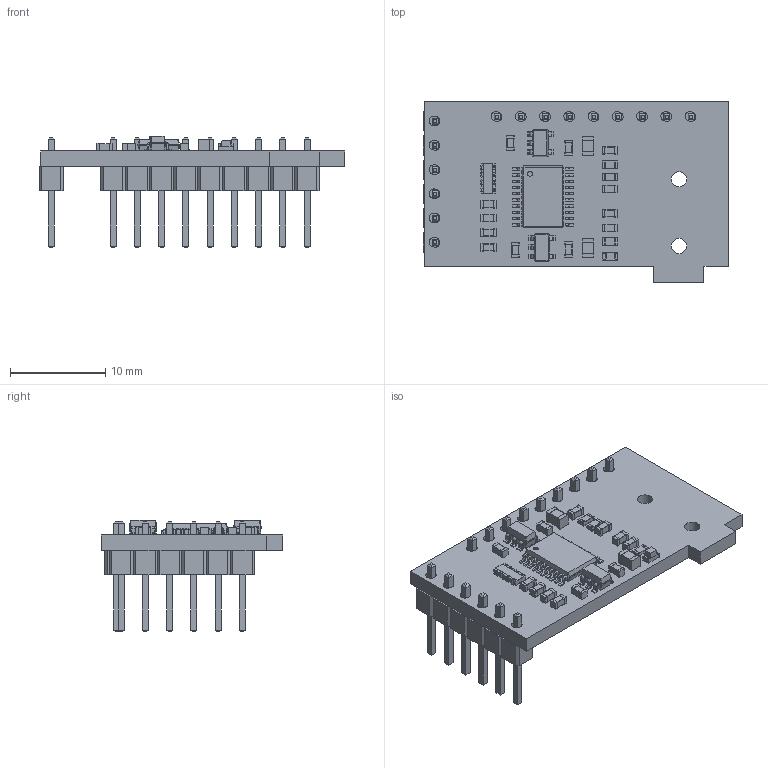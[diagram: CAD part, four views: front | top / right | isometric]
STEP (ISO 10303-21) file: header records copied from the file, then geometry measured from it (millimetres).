
FILE_DESCRIPTION(('FreeCAD Model'),'2;1');
FILE_NAME('Open CASCADE Shape Model','2023-09-13T22:57:28',(''),(''), 'Open CASCADE STEP processor 7.6','FreeCAD','Unknown');
FILE_SCHEMA(('AUTOMOTIVE_DESIGN { 1 0 10303 214 1 1 1 1 }'));
Length unit declared in the file: millimetre
Products named in the file (15): GY-PCM5102_breakout; Board_Geoms_72a1; Pcb_72a1; Step_Models_72a1; Top_72a1; R2_R_0603_1608Metric_d318d24de0c7; C3_C_0603_1608Metric_cf75b3a0e95b; D1_LED_0603_1608Metric_0e6b1581164e; U3_SOT_23_5_95d3e7332078; C14_C_0805_2012Metric_8ff2c48d3dec; RN1_R_Array_Concave_4x0603_f8458fb155d0; U4_TSSOP_20_44x65mm_P065mm_88b662cfe2dc; Bot_72a1; J1_PinHeader_1x06_P254mm_Vertical_21d85f272484; J2_PinHeader_1x09_P254mm_Vertical_dba0834ef01e
Assembly tree (29 placements, depth 4):
  GY-PCM5102_breakout
    Board_Geoms_72a1
      Pcb_72a1
    Step_Models_72a1
      Top_72a1
        R2_R_0603_1608Metric_d318d24de0c7  x3
        C3_C_0603_1608Metric_cf75b3a0e95b  x12
        D1_LED_0603_1608Metric_0e6b1581164e
        U3_SOT_23_5_95d3e7332078  x2
        C14_C_0805_2012Metric_8ff2c48d3dec  x2
        RN1_R_Array_Concave_4x0603_f8458fb155d0
        U4_TSSOP_20_44x65mm_P065mm_88b662cfe2dc
      Bot_72a1
        J1_PinHeader_1x06_P254mm_Vertical_21d85f272484
        J2_PinHeader_1x09_P254mm_Vertical_dba0834ef01e
Bounding box: 32.03 x 19 x 11.69 mm (x, y, z)
Volume: 1229.7 mm3; surface area: 2397.3 mm2
Topology: 25 solids, 25 shells, 1639 faces, 4267 edges, 2738 vertices
Faces by surface type: plane 1113, cylinder 424, bspline 102
Full cylindrical faces by diameter (mm): 0.5 x1, 1.6 x2
Entity records: 42890 total; most frequent: CARTESIAN_POINT 6765, ORIENTED_EDGE 5980, DIRECTION 5564, EDGE_CURVE 2990, LINE 2422, VECTOR 2422, VERTEX_POINT 1904, AXIS2_PLACEMENT_3D 1571
